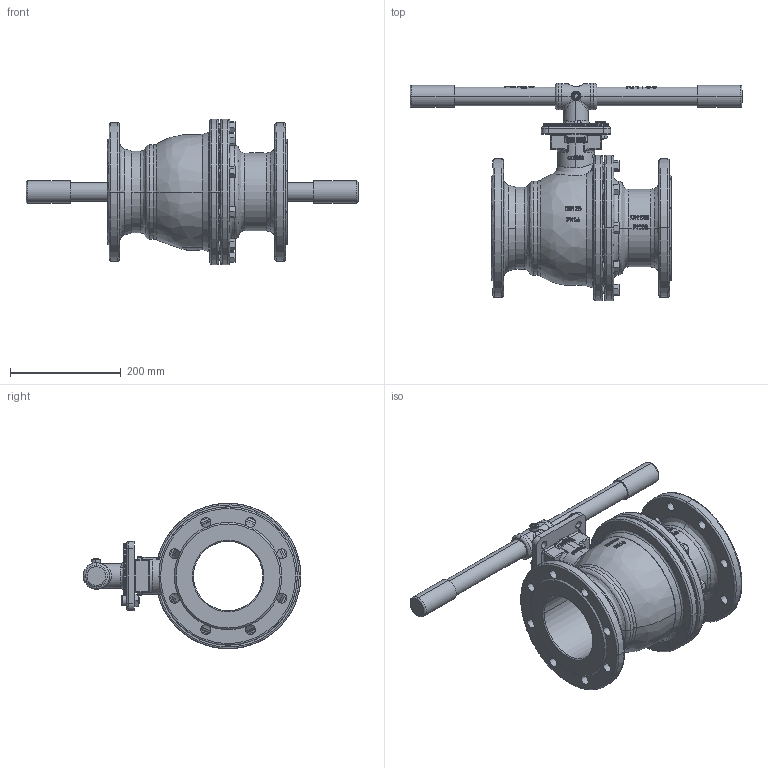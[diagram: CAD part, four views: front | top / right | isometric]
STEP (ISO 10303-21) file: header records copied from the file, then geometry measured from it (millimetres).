
FILE_DESCRIPTION (( 'STEP AP214' ), '1' );
FILE_NAME ('KH155-Kugelhahn-DN125-PN16-Handhebel-Fergo.STEP', '2022-09-19T11:07:17', ( '' ), ( '' ), 'SwSTEP 2.0', 'SolidWorks 2022', '' );
FILE_SCHEMA (( 'AUTOMOTIVE_DESIGN' ));
Length unit declared in the file: millimetre
Products named in the file (1): KH155-Kugelhahn-DN125-PN16-Handhebel-Fergo
Bounding box: 600 x 393.5 x 263 mm (x, y, z)
Volume: 6909335.9 mm3; surface area: 738631.9 mm2
Topology: 22 solids, 24 shells, 1486 faces, 3799 edges, 2402 vertices
Faces by surface type: bspline 575, cylinder 349, plane 307, cone 255
Entity records: 129855 total; most frequent: CARTESIAN_POINT 97956, ORIENTED_EDGE 7574, DIRECTION 4985, EDGE_CURVE 3787, VERTEX_POINT 2402, AXIS2_PLACEMENT_3D 1966, EDGE_LOOP 1647, B_SPLINE_CURVE_WITH_KNOTS 1587
